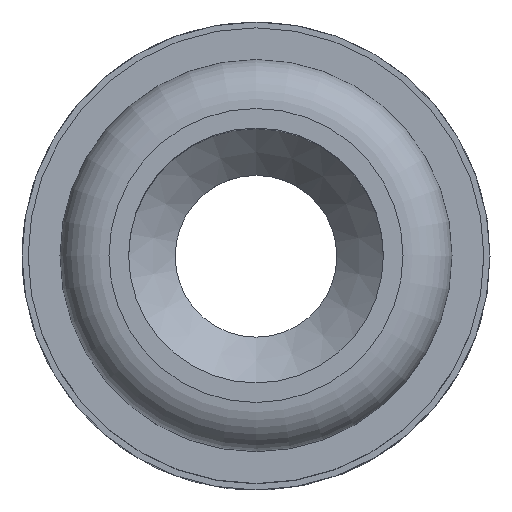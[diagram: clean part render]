
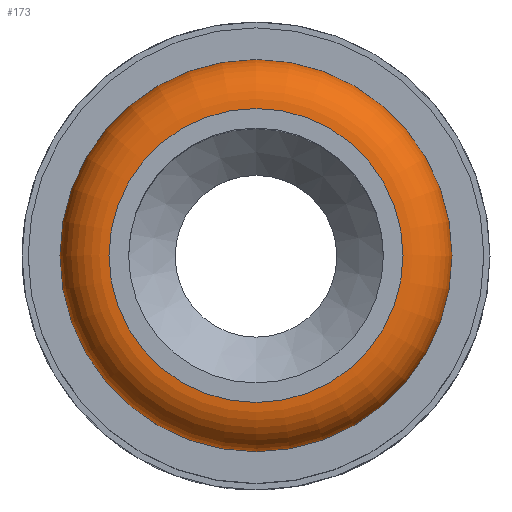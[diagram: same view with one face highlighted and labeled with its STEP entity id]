
A CAD part, top view. The second image highlights one B-rep face of the part: STEP entity #173.
In plain terms, the highlighted toroidal (fillet/blend) face has major radius 3 mm and minor radius 1 mm.
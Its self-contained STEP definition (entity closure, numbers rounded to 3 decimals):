
#41=TOROIDAL_SURFACE('',#672,3.,1.);
#173=ADVANCED_FACE('',(#215,#216),#41,.T.);
#215=FACE_BOUND('',#263,.T.);
#216=FACE_BOUND('',#264,.T.);
#263=EDGE_LOOP('',(#415));
#264=EDGE_LOOP('',(#416));
#415=ORIENTED_EDGE('',*,*,#551,.F.);
#416=ORIENTED_EDGE('',*,*,#552,.F.);
#475=VERTEX_POINT('',#1178);
#476=VERTEX_POINT('',#1181);
#551=EDGE_CURVE('',#475,#475,#591,.T.);
#552=EDGE_CURVE('',#476,#476,#592,.T.);
#591=CIRCLE('',#666,4.);
#592=CIRCLE('',#668,3.);
#666=AXIS2_PLACEMENT_3D('',#1177,#828,#829);
#668=AXIS2_PLACEMENT_3D('',#1180,#832,#833);
#672=AXIS2_PLACEMENT_3D('',#1186,#840,#841);
#828=DIRECTION('',(0.,0.,-1.));
#829=DIRECTION('',(1.,0.,0.));
#832=DIRECTION('',(0.,0.,1.));
#833=DIRECTION('',(1.,0.,0.));
#840=DIRECTION('',(0.,0.,1.));
#841=DIRECTION('',(1.,0.,0.));
#1177=CARTESIAN_POINT('',(-0.514,0.402,11.));
#1178=CARTESIAN_POINT('',(3.486,0.402,11.));
#1180=CARTESIAN_POINT('',(-0.514,0.402,12.));
#1181=CARTESIAN_POINT('',(2.486,0.402,12.));
#1186=CARTESIAN_POINT('',(-0.514,0.402,11.));
